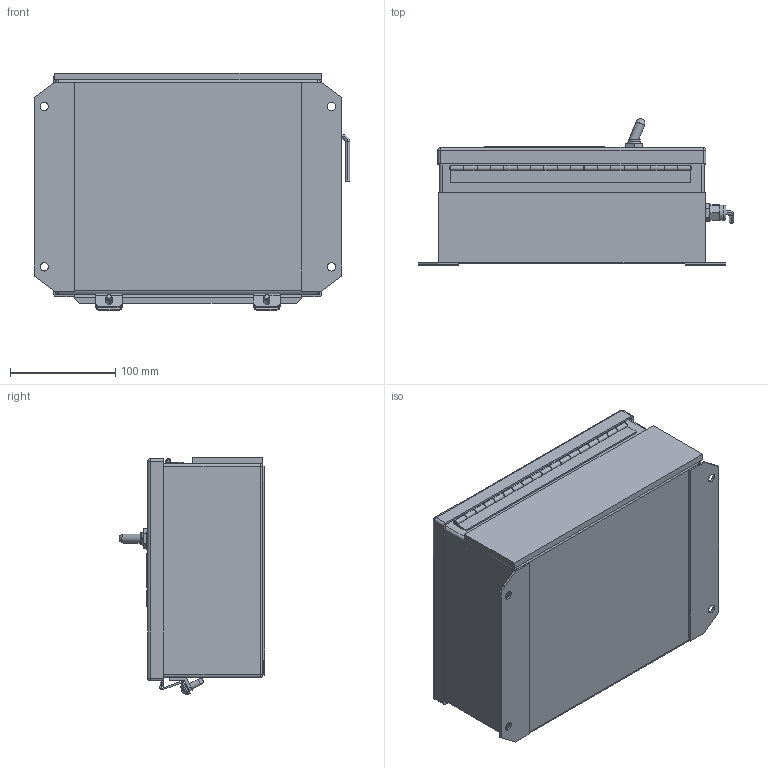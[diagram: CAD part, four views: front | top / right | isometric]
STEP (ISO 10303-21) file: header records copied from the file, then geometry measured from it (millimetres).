
FILE_DESCRIPTION (( 'STEP AP214' ), '1' );
FILE_NAME ('pn 121-000-0772_model VF-3-OR_with accel.STEP', '2026-03-03T17:24:40', ( '' ), ( '' ), 'SwSTEP 2.0', 'SolidWorks 2022', '' );
FILE_SCHEMA (( 'AUTOMOTIVE_DESIGN' ));
Length unit declared in the file: inch
Products named in the file (8): ACCELLEROMETER FITTING SIM TO 112-0236_DEFAULT; 123-000-0273-3D_DEFAULT; LID CLAMP_DEFAULT; TOGGLE SWITCH_DEFAULT; 104-000-0108; ACCELLEROMETER CABLE_DEFAULT; pn 121-000-0772_model VF-3-OR_with accel; m6x18 button head_DEFAULT
Assembly tree (9 placements, depth 2):
  pn 121-000-0772_model VF-3-OR_with accel
    123-000-0273-3D_DEFAULT
    104-000-0108
    ACCELLEROMETER CABLE_DEFAULT
    TOGGLE SWITCH_DEFAULT
    ACCELLEROMETER FITTING SIM TO 112-0236_DEFAULT
    LID CLAMP_DEFAULT  x2
    m6x18 button head_DEFAULT  x2
Bounding box: 299.88 x 138.7 x 226.02 mm (x, y, z)
Volume: 555521.6 mm3; surface area: 470305.8 mm2
Topology: 10 solids, 10 shells, 1709 faces, 4503 edges, 2956 vertices
Faces by surface type: plane 1048, bspline 419, cylinder 214, sphere 17, torus 8, cone 3
Full cylindrical faces by diameter (mm): 0.859 x1, 2.794 x19, 3.002 x1, 3.554 x1, 4.216 x1, 5 x2, 6 x2, 7.937 x4, 8.636 x1, 8.89 x1, 11.43 x1, 11.938 x2, 14.478 x1
Entity records: 73475 total; most frequent: CARTESIAN_POINT 33700, ORIENTED_EDGE 8610, DIRECTION 6364, EDGE_CURVE 4305, LINE 3012, VECTOR 3012, VERTEX_POINT 2861, EDGE_LOOP 1916
